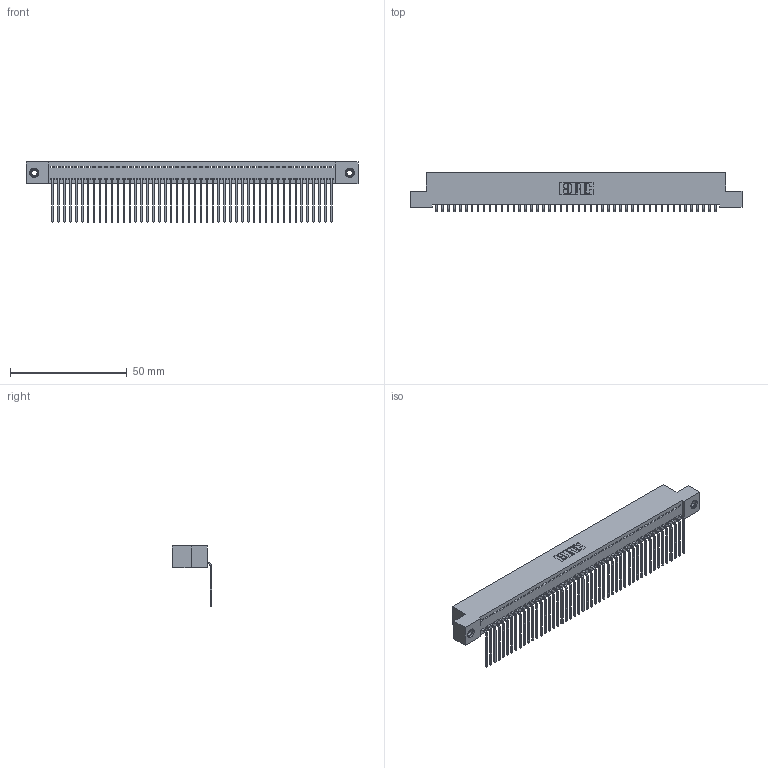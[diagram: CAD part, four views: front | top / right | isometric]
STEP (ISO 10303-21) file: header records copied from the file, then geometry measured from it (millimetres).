
FILE_DESCRIPTION (( 'STEP AP203' ), '1' );
FILE_NAME ('342-048-559-107.STEP', '2018-08-12T18:30:49', ( '' ), ( '' ), 'SwSTEP 2.0', 'SolidWorks 2016', '' );
FILE_SCHEMA (( 'CONFIG_CONTROL_DESIGN' ));
Length unit declared in the file: inch
Products named in the file (4): 345-292-001_558 559 Tail - 1; 345-250-001_345-250-005-103; 342-048-559-107; 342 Part_TI
Assembly tree (51 placements, depth 2):
  342-048-559-107
    342 Part_TI
    345-292-001_558 559 Tail - 1  x48
    345-250-001_345-250-005-103  x2
Bounding box: 142.24 x 16.83 x 25.78 mm (x, y, z)
Volume: 12640.9 mm3; surface area: 19615.1 mm2
Topology: 51 solids, 51 shells, 3050 faces, 9171 edges, 6042 vertices
Faces by surface type: plane 2210, cylinder 824, cone 12, torus 4
Entity records: 29706 total; most frequent: CARTESIAN_POINT 5105, ORIENTED_EDGE 5082, DIRECTION 4327, EDGE_CURVE 2541, LINE 2393, VECTOR 2393, VERTEX_POINT 1688, AXIS2_PLACEMENT_3D 967
